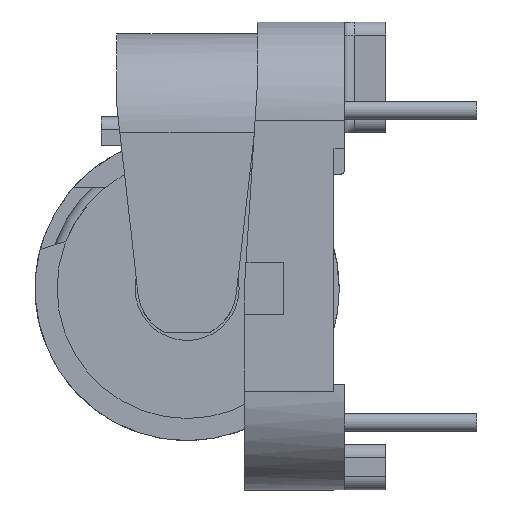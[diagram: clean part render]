
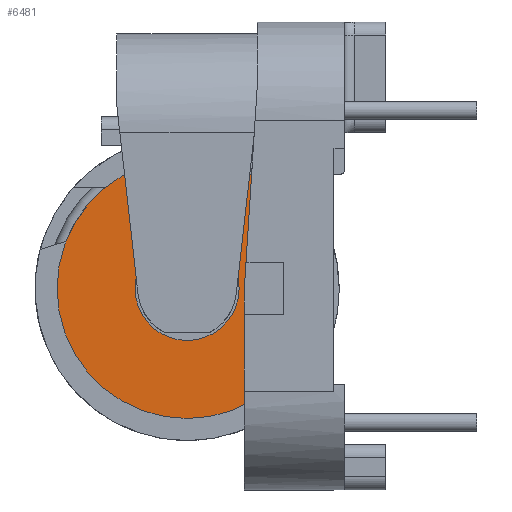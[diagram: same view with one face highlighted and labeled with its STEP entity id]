
A CAD part, left-side view. The second image highlights one B-rep face of the part: STEP entity #6481.
In plain terms, the highlighted planar face has unit normal (-1, 0, 0).
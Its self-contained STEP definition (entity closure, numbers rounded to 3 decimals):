
#198 = DIRECTION ( 'NONE',  ( 1., 0., 0. ) ) ;
#204 = AXIS2_PLACEMENT_3D ( 'NONE', #16402, #9670, #1698 ) ;
#245 = EDGE_LOOP ( 'NONE', ( #6615, #16758 ) ) ;
#755 = VERTEX_POINT ( 'NONE', #2039 ) ;
#1698 = DIRECTION ( 'NONE',  ( 0., -1., 0. ) ) ;
#2039 = CARTESIAN_POINT ( 'NONE',  ( -7.4, -2., 0. ) ) ;
#2185 = EDGE_CURVE ( 'NONE', #4094, #9484, #8273, .T. ) ;
#2278 = CARTESIAN_POINT ( 'NONE',  ( -7.4, 2., 0. ) ) ;
#2542 = DIRECTION ( 'NONE',  ( 0., -1., 0. ) ) ;
#3793 = DIRECTION ( 'NONE',  ( 1., 0., 0. ) ) ;
#3930 = PLANE ( 'NONE',  #5278 ) ;
#4094 = VERTEX_POINT ( 'NONE', #12336 ) ;
#4123 = ORIENTED_EDGE ( 'NONE', *, *, #8948, .T. ) ;
#4605 = FACE_BOUND ( 'NONE', #15846, .T. ) ;
#4955 = DIRECTION ( 'NONE',  ( 0., -1., 0. ) ) ;
#5278 = AXIS2_PLACEMENT_3D ( 'NONE', #15072, #7086, #10936 ) ;
#6458 = CIRCLE ( 'NONE', #11130, 5. ) ;
#6481 = ADVANCED_FACE ( 'NONE', ( #4605, #7352 ), #3930, .F. ) ;
#6490 = EDGE_CURVE ( 'NONE', #8111, #755, #13014, .T. ) ;
#6615 = ORIENTED_EDGE ( 'NONE', *, *, #2185, .F. ) ;
#7086 = DIRECTION ( 'NONE',  ( 1., 0., 0. ) ) ;
#7213 = AXIS2_PLACEMENT_3D ( 'NONE', #17132, #10580, #2542 ) ;
#7352 = FACE_OUTER_BOUND ( 'NONE', #245, .T. ) ;
#7632 = AXIS2_PLACEMENT_3D ( 'NONE', #10645, #3793, #4955 ) ;
#8111 = VERTEX_POINT ( 'NONE', #2278 ) ;
#8273 = CIRCLE ( 'NONE', #7632, 5. ) ;
#8901 = ORIENTED_EDGE ( 'NONE', *, *, #6490, .T. ) ;
#8948 = EDGE_CURVE ( 'NONE', #755, #8111, #11435, .T. ) ;
#9210 = CARTESIAN_POINT ( 'NONE',  ( -7.4, 5., 0. ) ) ;
#9484 = VERTEX_POINT ( 'NONE', #9210 ) ;
#9670 = DIRECTION ( 'NONE',  ( 1., 0., 0. ) ) ;
#10580 = DIRECTION ( 'NONE',  ( 1., 0., 0. ) ) ;
#10621 = EDGE_CURVE ( 'NONE', #9484, #4094, #6458, .T. ) ;
#10645 = CARTESIAN_POINT ( 'NONE',  ( -7.4, 0., 0. ) ) ;
#10936 = DIRECTION ( 'NONE',  ( 0., -1., 0. ) ) ;
#11130 = AXIS2_PLACEMENT_3D ( 'NONE', #14907, #198, #13571 ) ;
#11435 = CIRCLE ( 'NONE', #7213, 2. ) ;
#12336 = CARTESIAN_POINT ( 'NONE',  ( -7.4, -5., 0. ) ) ;
#13014 = CIRCLE ( 'NONE', #204, 2. ) ;
#13571 = DIRECTION ( 'NONE',  ( 0., -1., 0. ) ) ;
#14907 = CARTESIAN_POINT ( 'NONE',  ( -7.4, 0., 0. ) ) ;
#15072 = CARTESIAN_POINT ( 'NONE',  ( -7.4, 5., 0. ) ) ;
#15846 = EDGE_LOOP ( 'NONE', ( #4123, #8901 ) ) ;
#16402 = CARTESIAN_POINT ( 'NONE',  ( -7.4, 0., 0. ) ) ;
#16758 = ORIENTED_EDGE ( 'NONE', *, *, #10621, .F. ) ;
#17132 = CARTESIAN_POINT ( 'NONE',  ( -7.4, 0., 0. ) ) ;
